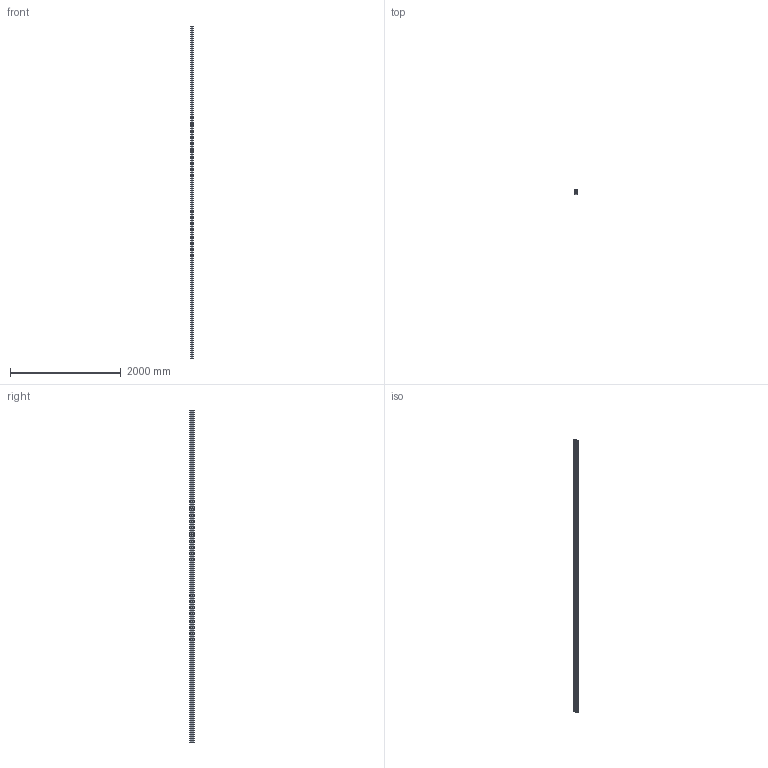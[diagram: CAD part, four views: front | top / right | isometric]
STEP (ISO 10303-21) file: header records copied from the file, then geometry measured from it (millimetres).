
FILE_DESCRIPTION (( 'STEP AP203' ), '1' );
FILE_NAME ('C01-5.STEP', '2018-03-19T16:59:54', ( 'User2' ), ( '' ), 'SwSTEP 2.0', 'SolidWorks 2007', '' );
FILE_SCHEMA (( 'CONFIG_CONTROL_DESIGN' ));
Length unit declared in the file: millimetre
Products named in the file (1): C01-5
Bounding box: 40 x 80 x 6000 mm (x, y, z)
Volume: 7196927.1 mm3; surface area: 4915540 mm2
Topology: 1 solids, 1 shells, 202 faces, 600 edges, 400 vertices
Faces by surface type: plane 118, cylinder 84
Entity records: 6905 total; most frequent: CARTESIAN_POINT 1203, ORIENTED_EDGE 1200, DIRECTION 1174, EDGE_CURVE 600, LINE 432, VECTOR 432, VERTEX_POINT 400, AXIS2_PLACEMENT_3D 371
